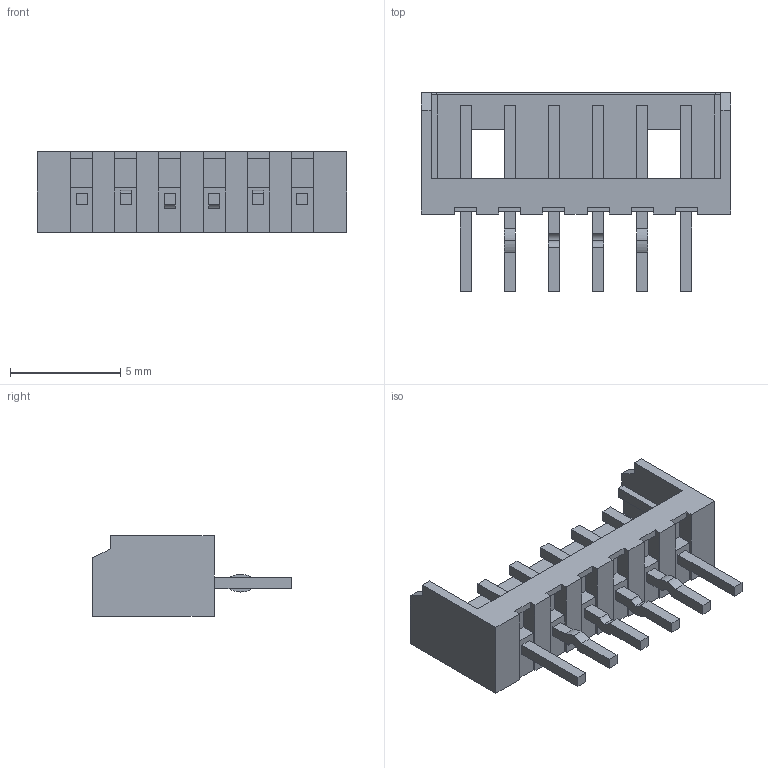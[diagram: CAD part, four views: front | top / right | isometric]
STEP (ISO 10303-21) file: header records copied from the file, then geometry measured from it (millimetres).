
FILE_DESCRIPTION(('STEP AP214'),'1');
FILE_NAME('53253-0670.stp','2020-06-09T15:16:44',('TraceParts'),('TraceParts S.A.'),'Spatial InterOp 3D',' ',' ');
FILE_SCHEMA(('AUTOMOTIVE_DESIGN { 1 0 10303 214 1 1 1 1 }'));
Length unit declared in the file: millimetre
Products named in the file (1): 53253-0670_1
Bounding box: 14 x 9 x 3.65 mm (x, y, z)
Volume: 115.7 mm3; surface area: 432.5 mm2
Topology: 1 solids, 1 shells, 201 faces, 554 edges, 384 vertices
Faces by surface type: plane 185, cylinder 16
Entity records: 6280 total; most frequent: CARTESIAN_POINT 1103, ORIENTED_EDGE 1070, DIRECTION 1004, EDGE_CURVE 535, LINE 510, VECTOR 510, VERTEX_POINT 346, AXIS2_PLACEMENT_3D 247
